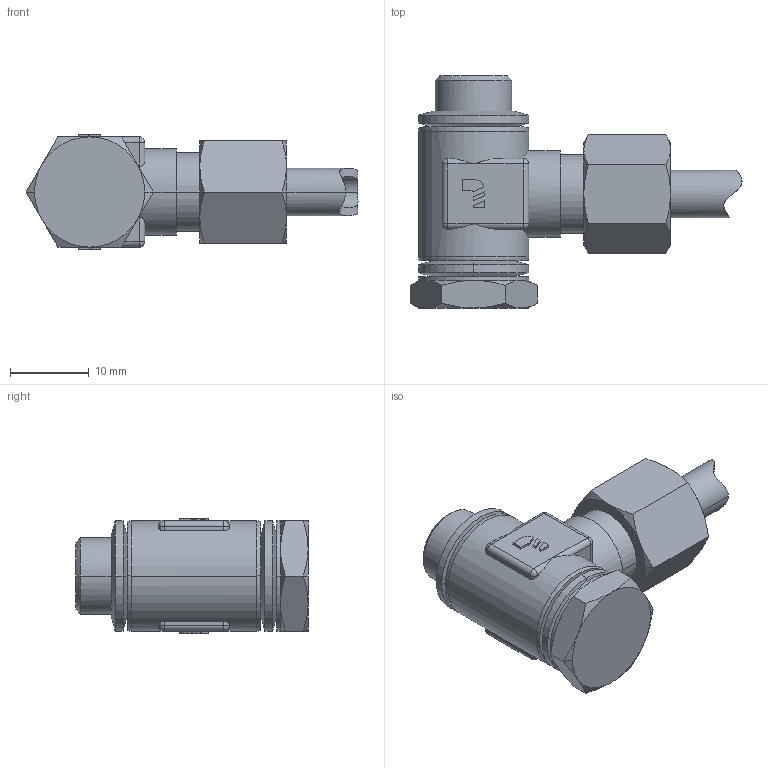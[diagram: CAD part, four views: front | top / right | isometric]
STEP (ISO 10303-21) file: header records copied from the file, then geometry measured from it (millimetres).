
FILE_DESCRIPTION(('STEP AP214'),'1');
FILE_NAME('0118_06_10.stp','2016-07-07T14:22:00',('TraceParts'),('TraceParts S.A.'),'Spatial InterOp 3D',' ',' ');
FILE_SCHEMA(('automotive_design'));
Length unit declared in the file: millimetre
Products named in the file (1): 0118-06-10_ASM|Next assembly relationship#22271-20;22271-20
Bounding box: 42.17 x 29.5 x 14.6 mm (x, y, z)
Volume: 5704.6 mm3; surface area: 5144.4 mm2
Topology: 1 solids, 4 shells, 449 faces, 1204 edges, 747 vertices
Faces by surface type: cylinder 164, cone 82, plane 74, bspline 72, torus 48, sphere 8, extrusion 1
Entity records: 22847 total; most frequent: CARTESIAN_POINT 12380, ORIENTED_EDGE 2404, DIRECTION 1927, EDGE_CURVE 1202, AXIS2_PLACEMENT_3D 784, VERTEX_POINT 747, EDGE_LOOP 495, ADVANCED_FACE 449
